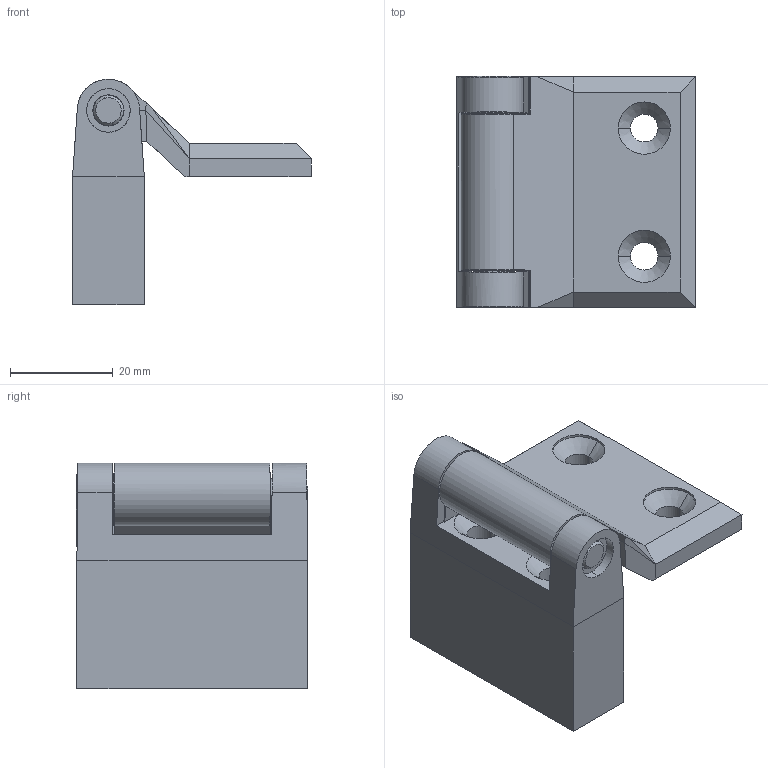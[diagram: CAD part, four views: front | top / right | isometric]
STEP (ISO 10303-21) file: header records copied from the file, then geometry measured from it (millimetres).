
FILE_DESCRIPTION (( 'STEP AP203' ), '1' );
FILE_NAME ('MK10.1.2.25.KROM.STEP', '2022-07-29T13:18:38', ( '' ), ( '' ), 'SwSTEP 2.0', 'SolidWorks 2021', '' );
FILE_SCHEMA (( 'CONFIG_CONTROL_DESIGN' ));
Length unit declared in the file: millimetre
Products named in the file (1): MK10.1.2.25.KROM
Bounding box: 46.62 x 45.09 x 44 mm (x, y, z)
Surface area: 16283.1 mm2 (no closed solid volume)
Topology: 0 solids, 5 shells, 153 faces, 488 edges, 340 vertices
Faces by surface type: plane 84, cone 40, cylinder 25, torus 4
Entity records: 5947 total; most frequent: CARTESIAN_POINT 1965, ORIENTED_EDGE 842, DIRECTION 672, EDGE_CURVE 488, VERTEX_POINT 340, AXIS2_PLACEMENT_3D 237, LINE 198, VECTOR 198
